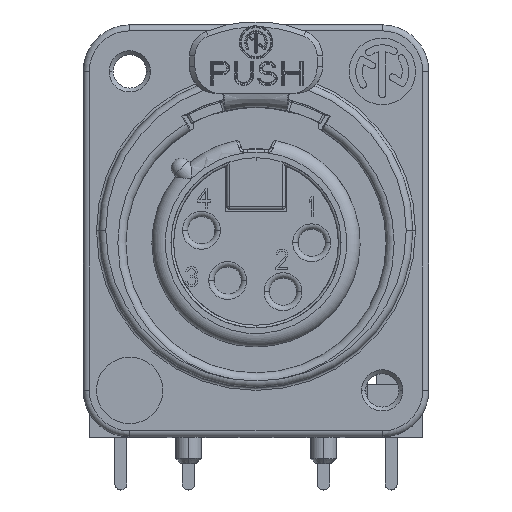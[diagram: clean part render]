
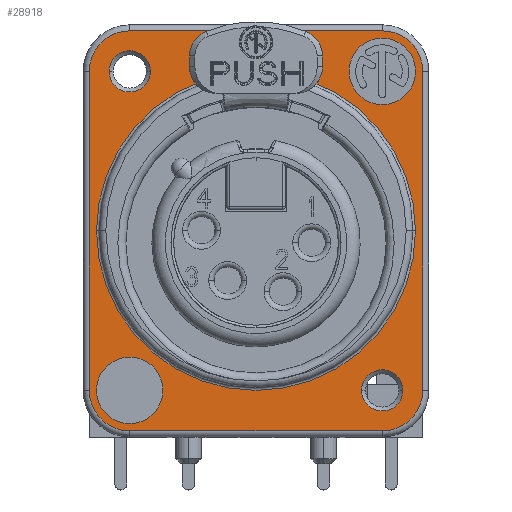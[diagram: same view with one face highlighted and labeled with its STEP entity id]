
A CAD part, top view. The second image highlights one B-rep face of the part: STEP entity #28918.
In plain terms, the highlighted planar face has unit normal (0, 0, 1).
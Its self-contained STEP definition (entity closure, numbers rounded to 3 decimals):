
#4969=CARTESIAN_POINT('',(9.5,12.9,2.));
#4970=DIRECTION('',(0.,0.,1.));
#4971=DIRECTION('',(1.,0.,0.));
#4972=AXIS2_PLACEMENT_3D('',#4969,#4970,#4971);
#4974=CARTESIAN_POINT('',(9.5,12.9,2.));
#4975=DIRECTION('',(0.,0.,1.));
#4976=DIRECTION('',(-1.,0.,0.));
#4977=AXIS2_PLACEMENT_3D('',#4974,#4975,#4976);
#4979=CARTESIAN_POINT('',(-9.5,-11.1,2.));
#4980=DIRECTION('',(0.,0.,1.));
#4981=DIRECTION('',(1.,0.,0.));
#4982=AXIS2_PLACEMENT_3D('',#4979,#4980,#4981);
#4984=CARTESIAN_POINT('',(-9.5,-11.1,2.));
#4985=DIRECTION('',(0.,0.,1.));
#4986=DIRECTION('',(-1.,0.,0.));
#4987=AXIS2_PLACEMENT_3D('',#4984,#4985,#4986);
#4989=CARTESIAN_POINT('',(-9.5,12.9,2.));
#4990=DIRECTION('',(0.,0.,-1.));
#4991=DIRECTION('',(1.,0.,0.));
#4992=AXIS2_PLACEMENT_3D('',#4989,#4990,#4991);
#4994=CARTESIAN_POINT('',(-9.5,12.9,2.));
#4995=DIRECTION('',(0.,0.,-1.));
#4996=DIRECTION('',(-1.,0.,0.));
#4997=AXIS2_PLACEMENT_3D('',#4994,#4995,#4996);
#4999=CARTESIAN_POINT('',(9.5,-11.1,2.));
#5000=DIRECTION('',(0.,0.,-1.));
#5001=DIRECTION('',(1.,0.,0.));
#5002=AXIS2_PLACEMENT_3D('',#4999,#5000,#5001);
#5004=CARTESIAN_POINT('',(9.5,-11.1,2.));
#5005=DIRECTION('',(0.,0.,-1.));
#5006=DIRECTION('',(-1.,0.,0.));
#5007=AXIS2_PLACEMENT_3D('',#5004,#5005,#5006);
#5009=CARTESIAN_POINT('',(9.5,-11.1,2.));
#5010=DIRECTION('',(0.,0.,1.));
#5011=DIRECTION('',(0.,-1.,0.));
#5012=AXIS2_PLACEMENT_3D('',#5009,#5010,#5011);
#5014=DIRECTION('',(1.,0.,0.));
#5015=VECTOR('',#5014,19.);
#5016=CARTESIAN_POINT('',(-9.5,-14.15,2.));
#5017=LINE('',#5016,#5015);
#5018=CARTESIAN_POINT('',(-9.5,-11.1,2.));
#5019=DIRECTION('',(0.,0.,1.));
#5020=DIRECTION('',(-1.,0.,0.));
#5021=AXIS2_PLACEMENT_3D('',#5018,#5019,#5020);
#5023=DIRECTION('',(0.,-1.,0.));
#5024=VECTOR('',#5023,24.);
#5025=CARTESIAN_POINT('',(-12.55,12.9,2.));
#5026=LINE('',#5025,#5024);
#5027=CARTESIAN_POINT('',(-9.5,12.9,2.));
#5028=DIRECTION('',(0.,0.,1.));
#5029=DIRECTION('',(0.,1.,0.));
#5030=AXIS2_PLACEMENT_3D('',#5027,#5028,#5029);
#5032=DIRECTION('',(-1.,0.,0.));
#5033=VECTOR('',#5032,19.);
#5034=CARTESIAN_POINT('',(9.5,15.95,2.));
#5035=LINE('',#5034,#5033);
#5036=CARTESIAN_POINT('',(9.5,12.9,2.));
#5037=DIRECTION('',(0.,0.,1.));
#5038=DIRECTION('',(1.,0.,0.));
#5039=AXIS2_PLACEMENT_3D('',#5036,#5037,#5038);
#5041=DIRECTION('',(0.,1.,0.));
#5042=VECTOR('',#5041,24.);
#5043=CARTESIAN_POINT('',(12.55,-11.1,2.));
#5044=LINE('',#5043,#5042);
#5045=CARTESIAN_POINT('',(0.,0.9,2.));
#5046=DIRECTION('',(0.,0.,1.));
#5047=DIRECTION('',(1.,0.,0.));
#5048=AXIS2_PLACEMENT_3D('',#5045,#5046,#5047);
#5050=CARTESIAN_POINT('',(0.,0.9,2.));
#5051=DIRECTION('',(0.,0.,1.));
#5052=DIRECTION('',(-1.,0.,0.));
#5053=AXIS2_PLACEMENT_3D('',#5050,#5051,#5052);
#17188=CARTESIAN_POINT('',(12.,12.9,2.));
#17189=CARTESIAN_POINT('',(7.,12.9,2.));
#17190=VERTEX_POINT('',#17188);
#17191=VERTEX_POINT('',#17189);
#17192=CARTESIAN_POINT('',(-12.,-11.1,2.));
#17193=CARTESIAN_POINT('',(-7.,-11.1,2.));
#17194=VERTEX_POINT('',#17192);
#17195=VERTEX_POINT('',#17193);
#17602=CARTESIAN_POINT('',(-7.95,12.9,2.));
#17603=CARTESIAN_POINT('',(-11.05,12.9,2.));
#17604=VERTEX_POINT('',#17602);
#17605=VERTEX_POINT('',#17603);
#17610=CARTESIAN_POINT('',(11.05,-11.1,2.));
#17611=CARTESIAN_POINT('',(7.95,-11.1,2.));
#17612=VERTEX_POINT('',#17610);
#17613=VERTEX_POINT('',#17611);
#17707=CARTESIAN_POINT('',(9.5,-14.15,2.));
#17708=CARTESIAN_POINT('',(12.55,-11.1,2.));
#17709=VERTEX_POINT('',#17707);
#17710=VERTEX_POINT('',#17708);
#17715=CARTESIAN_POINT('',(12.55,12.9,2.));
#17716=VERTEX_POINT('',#17715);
#17719=CARTESIAN_POINT('',(9.5,15.95,2.));
#17720=VERTEX_POINT('',#17719);
#17723=CARTESIAN_POINT('',(-9.5,15.95,2.));
#17724=VERTEX_POINT('',#17723);
#17727=CARTESIAN_POINT('',(-12.55,12.9,2.));
#17728=VERTEX_POINT('',#17727);
#17731=CARTESIAN_POINT('',(-12.55,-11.1,2.));
#17732=VERTEX_POINT('',#17731);
#17735=CARTESIAN_POINT('',(-9.5,-14.15,2.));
#17736=VERTEX_POINT('',#17735);
#18003=CARTESIAN_POINT('',(12.,0.9,2.));
#18004=CARTESIAN_POINT('',(-12.,0.9,2.));
#18005=VERTEX_POINT('',#18003);
#18006=VERTEX_POINT('',#18004);
#28866=CARTESIAN_POINT('',(0.,0.,2.));
#28867=DIRECTION('',(0.,0.,-1.));
#28868=DIRECTION('',(0.,-1.,0.));
#28869=AXIS2_PLACEMENT_3D('',#28866,#28867,#28868);
#28870=PLANE('',#28869);
#28872=ORIENTED_EDGE('',*,*,#28871,.F.);
#28874=ORIENTED_EDGE('',*,*,#28873,.F.);
#28876=ORIENTED_EDGE('',*,*,#28875,.F.);
#28878=ORIENTED_EDGE('',*,*,#28877,.F.);
#28880=ORIENTED_EDGE('',*,*,#28879,.F.);
#28882=ORIENTED_EDGE('',*,*,#28881,.F.);
#28884=ORIENTED_EDGE('',*,*,#28883,.F.);
#28886=ORIENTED_EDGE('',*,*,#28885,.F.);
#28887=EDGE_LOOP('',(#28872,#28874,#28876,#28878,#28880,#28882,#28884,#28886));
#28888=FACE_OUTER_BOUND('',#28887,.F.);
#28890=ORIENTED_EDGE('',*,*,#28889,.T.);
#28892=ORIENTED_EDGE('',*,*,#28891,.T.);
#28893=EDGE_LOOP('',(#28890,#28892));
#28894=FACE_BOUND('',#28893,.F.);
#28896=ORIENTED_EDGE('',*,*,#28895,.F.);
#28898=ORIENTED_EDGE('',*,*,#28897,.F.);
#28899=EDGE_LOOP('',(#28896,#28898));
#28900=FACE_BOUND('',#28899,.F.);
#28902=ORIENTED_EDGE('',*,*,#28901,.F.);
#28904=ORIENTED_EDGE('',*,*,#28903,.F.);
#28905=EDGE_LOOP('',(#28902,#28904));
#28906=FACE_BOUND('',#28905,.F.);
#28908=ORIENTED_EDGE('',*,*,#28907,.T.);
#28910=ORIENTED_EDGE('',*,*,#28909,.T.);
#28911=EDGE_LOOP('',(#28908,#28910));
#28912=FACE_BOUND('',#28911,.F.);
#28913=ORIENTED_EDGE('',*,*,#28856,.T.);
#28915=ORIENTED_EDGE('',*,*,#28914,.T.);
#28916=EDGE_LOOP('',(#28913,#28915));
#28917=FACE_BOUND('',#28916,.F.);
#28918=ADVANCED_FACE('',(#28888,#28894,#28900,#28906,#28912,#28917),#28870,.F.);
#4973=CIRCLE('',#4972,2.5);
#4978=CIRCLE('',#4977,2.5);
#4983=CIRCLE('',#4982,2.5);
#4988=CIRCLE('',#4987,2.5);
#4993=CIRCLE('',#4992,1.55);
#4998=CIRCLE('',#4997,1.55);
#5003=CIRCLE('',#5002,1.55);
#5008=CIRCLE('',#5007,1.55);
#5013=CIRCLE('',#5012,3.05);
#5022=CIRCLE('',#5021,3.05);
#5031=CIRCLE('',#5030,3.05);
#5040=CIRCLE('',#5039,3.05);
#5049=CIRCLE('',#5048,12.);
#5054=CIRCLE('',#5053,12.);
#28856=EDGE_CURVE('',#18005,#18006,#5049,.T.);
#28871=EDGE_CURVE('',#17709,#17710,#5013,.T.);
#28873=EDGE_CURVE('',#17736,#17709,#5017,.T.);
#28875=EDGE_CURVE('',#17732,#17736,#5022,.T.);
#28877=EDGE_CURVE('',#17728,#17732,#5026,.T.);
#28879=EDGE_CURVE('',#17724,#17728,#5031,.T.);
#28881=EDGE_CURVE('',#17720,#17724,#5035,.T.);
#28883=EDGE_CURVE('',#17716,#17720,#5040,.T.);
#28885=EDGE_CURVE('',#17710,#17716,#5044,.T.);
#28889=EDGE_CURVE('',#17195,#17194,#4983,.T.);
#28891=EDGE_CURVE('',#17194,#17195,#4988,.T.);
#28895=EDGE_CURVE('',#17604,#17605,#4993,.T.);
#28897=EDGE_CURVE('',#17605,#17604,#4998,.T.);
#28901=EDGE_CURVE('',#17612,#17613,#5003,.T.);
#28903=EDGE_CURVE('',#17613,#17612,#5008,.T.);
#28907=EDGE_CURVE('',#17190,#17191,#4973,.T.);
#28909=EDGE_CURVE('',#17191,#17190,#4978,.T.);
#28914=EDGE_CURVE('',#18006,#18005,#5054,.T.);
